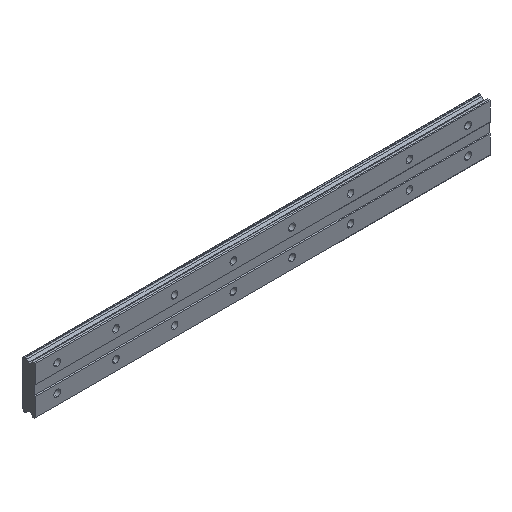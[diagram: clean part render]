
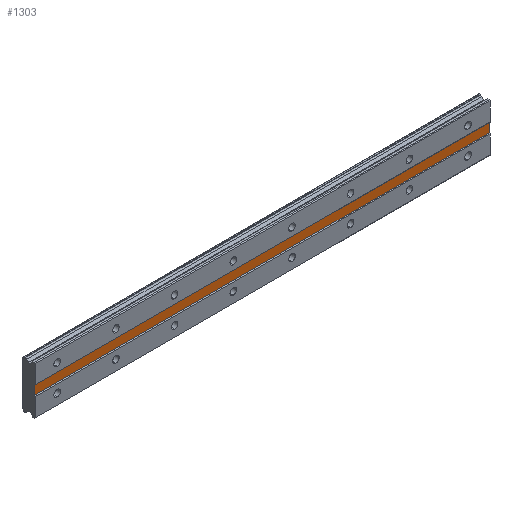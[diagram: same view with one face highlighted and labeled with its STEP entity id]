
A CAD part, isometric view. The second image highlights one B-rep face of the part: STEP entity #1303.
In plain terms, the highlighted planar face has unit normal (0, -1, 0).
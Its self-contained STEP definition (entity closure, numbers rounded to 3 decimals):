
#74 = LINE ( 'NONE', #2879, #1566 ) ;
#99 = VECTOR ( 'NONE', #2754, 1000. ) ;
#266 = FACE_OUTER_BOUND ( 'NONE', #3163, .T. ) ;
#282 = CARTESIAN_POINT ( 'NONE',  ( 295., 0.5, -3. ) ) ;
#290 = VERTEX_POINT ( 'NONE', #2119 ) ;
#331 = AXIS2_PLACEMENT_3D ( 'NONE', #3355, #827, #1600 ) ;
#415 = CARTESIAN_POINT ( 'NONE',  ( 295., 0.5, 3. ) ) ;
#463 = CARTESIAN_POINT ( 'NONE',  ( -15., 0.5, 16.615 ) ) ;
#582 = DIRECTION ( 'NONE',  ( -1., 0., 0. ) ) ;
#614 = VERTEX_POINT ( 'NONE', #721 ) ;
#643 = LINE ( 'NONE', #2899, #1388 ) ;
#721 = CARTESIAN_POINT ( 'NONE',  ( -15., 0.5, 3. ) ) ;
#727 = LINE ( 'NONE', #463, #2033 ) ;
#827 = DIRECTION ( 'NONE',  ( 0., 1., 0. ) ) ;
#1152 = EDGE_CURVE ( 'NONE', #614, #290, #727, .T. ) ;
#1215 = EDGE_CURVE ( 'NONE', #1819, #290, #3294, .T. ) ;
#1303 = ADVANCED_FACE ( 'NONE', ( #266 ), #2453, .F. ) ;
#1388 = VECTOR ( 'NONE', #2884, 1000. ) ;
#1566 = VECTOR ( 'NONE', #582, 1000. ) ;
#1600 = DIRECTION ( 'NONE',  ( 0., 0., 1. ) ) ;
#1804 = EDGE_CURVE ( 'NONE', #3197, #614, #74, .T. ) ;
#1819 = VERTEX_POINT ( 'NONE', #282 ) ;
#1959 = ORIENTED_EDGE ( 'NONE', *, *, #1215, .F. ) ;
#2033 = VECTOR ( 'NONE', #2527, 1000. ) ;
#2051 = ORIENTED_EDGE ( 'NONE', *, *, #1152, .T. ) ;
#2119 = CARTESIAN_POINT ( 'NONE',  ( -15., 0.5, -3. ) ) ;
#2127 = ORIENTED_EDGE ( 'NONE', *, *, #2587, .F. ) ;
#2453 = PLANE ( 'NONE',  #331 ) ;
#2527 = DIRECTION ( 'NONE',  ( 0., 0., -1. ) ) ;
#2587 = EDGE_CURVE ( 'NONE', #3197, #1819, #643, .T. ) ;
#2754 = DIRECTION ( 'NONE',  ( -1., 0., 0. ) ) ;
#2879 = CARTESIAN_POINT ( 'NONE',  ( 295., 0.5, 3. ) ) ;
#2884 = DIRECTION ( 'NONE',  ( 0., 0., -1. ) ) ;
#2899 = CARTESIAN_POINT ( 'NONE',  ( 295., 0.5, 16.615 ) ) ;
#3163 = EDGE_LOOP ( 'NONE', ( #1959, #2127, #3354, #2051 ) ) ;
#3197 = VERTEX_POINT ( 'NONE', #415 ) ;
#3294 = LINE ( 'NONE', #3573, #99 ) ;
#3354 = ORIENTED_EDGE ( 'NONE', *, *, #1804, .T. ) ;
#3355 = CARTESIAN_POINT ( 'NONE',  ( 295., 0.5, 3. ) ) ;
#3573 = CARTESIAN_POINT ( 'NONE',  ( 295., 0.5, -3. ) ) ;
